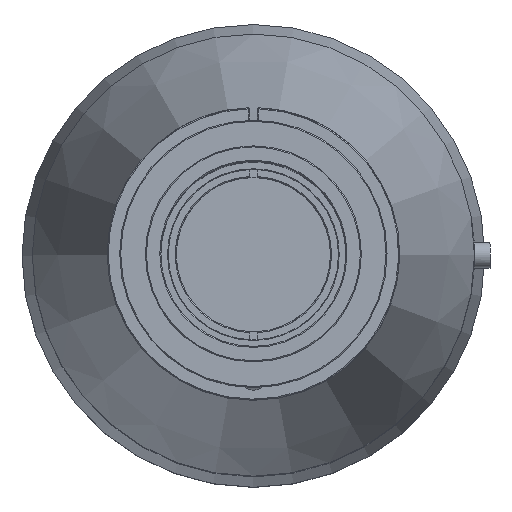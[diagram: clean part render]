
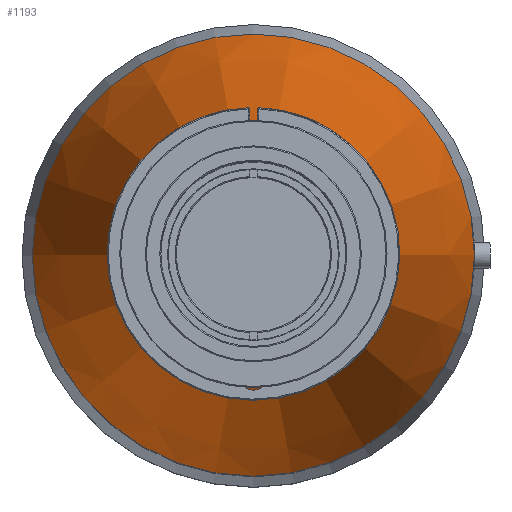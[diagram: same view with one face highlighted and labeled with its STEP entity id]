
A CAD part, top view. The second image highlights one B-rep face of the part: STEP entity #1193.
In plain terms, the highlighted conical face has half-angle 15 degrees and reference radius 0 mm.
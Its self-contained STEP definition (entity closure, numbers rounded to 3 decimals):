
#1107=CARTESIAN_POINT('',(-43.,0.,105.962));
#1108=VERTEX_POINT('',#1107);
#1109=CARTESIAN_POINT('',(0.,0.,105.962));
#1110=DIRECTION('',(-1.,0.,0.));
#1111=DIRECTION('',(0.,0.,1.));
#1112=AXIS2_PLACEMENT_3D('',#1109,#1111,#1110);
#1113=CIRCLE('',#1112,43.);
#1114=EDGE_CURVE('',#1108,#1108,#1113,.T.);
#1160=CARTESIAN_POINT('',(0.,0.,266.441));
#1161=DIRECTION('',(-1.,0.,0.));
#1162=DIRECTION('',(-0.,-0.,-1.));
#1163=AXIS2_PLACEMENT_3D('',#1160,#1162,#1161);
#1164=CONICAL_SURFACE('',#1163,0.,0.262);
#1165=CARTESIAN_POINT('',(23.29,0.,179.522));
#1166=VERTEX_POINT('',#1165);
#1167=CARTESIAN_POINT('',(-23.29,0.,179.522));
#1168=VERTEX_POINT('',#1167);
#1169=CARTESIAN_POINT('',(0.,0.,179.522));
#1170=DIRECTION('',(1.,0.,0.));
#1171=DIRECTION('',(0.,0.,-1.));
#1172=AXIS2_PLACEMENT_3D('',#1169,#1171,#1170);
#1173=CIRCLE('',#1172,23.29);
#1174=EDGE_CURVE('',#1166,#1168,#1173,.T.);
#1175=ORIENTED_EDGE('E26242',*,*,#1174,.T.);
#1176=CARTESIAN_POINT('',(-23.29,0.,179.522));
#1177=DIRECTION('',(-0.259,0.,-0.966));
#1178=VECTOR('',#1177,76.155);
#1179=LINE('',#1176,#1178);
#1180=EDGE_CURVE('',#1168,#1108,#1179,.T.);
#1181=ORIENTED_EDGE('E26243',*,*,#1180,.T.);
#1182=ORIENTED_EDGE('E26243',*,*,#1114,.T.);
#1183=ORIENTED_EDGE('E26243',*,*,#1180,.F.);
#1184=CARTESIAN_POINT('',(0.,0.,179.522));
#1185=DIRECTION('',(1.,0.,0.));
#1186=DIRECTION('',(0.,0.,1.));
#1187=AXIS2_PLACEMENT_3D('',#1184,#1186,#1185);
#1188=CIRCLE('',#1187,23.29);
#1189=EDGE_CURVE('',#1166,#1168,#1188,.T.);
#1190=ORIENTED_EDGE('E26170',*,*,#1189,.F.);
#1191=EDGE_LOOP('',(#1175,#1181,#1182,#1183,#1190));
#1192=FACE_OUTER_BOUND('',#1191,.T.);
#1193=ADVANCED_FACE('F10720',(#1192),#1164,.T.);
